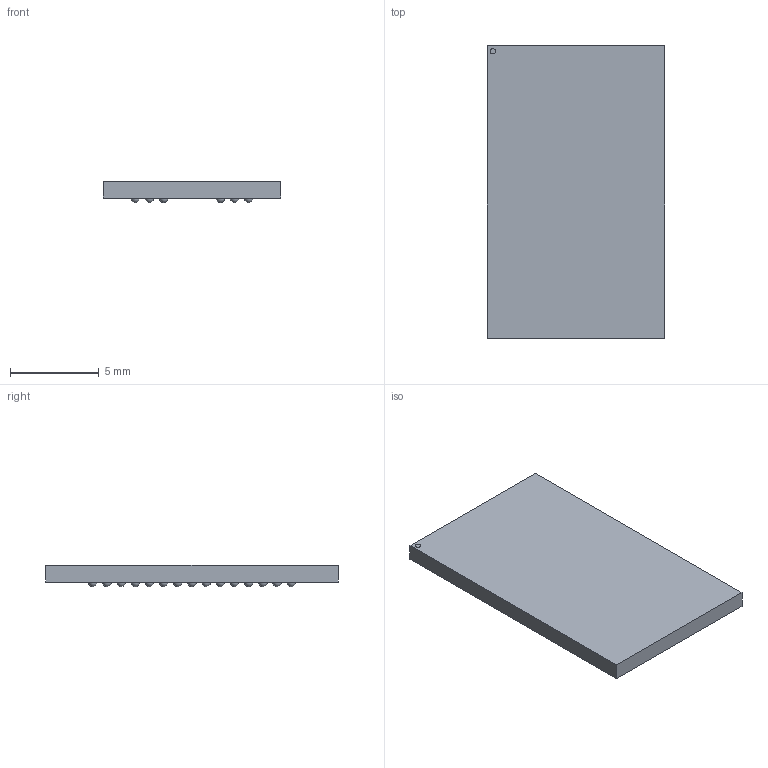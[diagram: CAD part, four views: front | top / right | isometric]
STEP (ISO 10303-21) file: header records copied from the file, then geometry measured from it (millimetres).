
FILE_DESCRIPTION(/* description */ ('model of TFBGA-84_10x16.5mm_Layout9x15_P0.8mm_Ball0.45mm_Pad0.35mm_NSMD'),/* implementation_level */ '2;1');
FILE_NAME(/* name */ 'TFBGA-84_10x16.5mm_Layout9x15_P0.8mm_Ball0.45mm_Pad0.35mm_NSMD.step',/* time_stamp */ '2021-04-11T22:16:02',/* author */ ('kicad StepUp','ksu'),/* organization */ ('FreeCAD'),/* preprocessor_version */ 'OCC',/* originating_system */ 'kicad StepUp',/* authorisation */ '');
FILE_SCHEMA(('AUTOMOTIVE_DESIGN { 1 0 10303 214 1 1 1 1 }'));
Length unit declared in the file: millimetre
Products named in the file (1): TFBGA_84_10x165mm_Layout9x15_P08mm_Ball045mm_Pad035mm_NSMD
Bounding box: 10 x 16.5 x 1.21 mm (x, y, z)
Volume: 159.4 mm3; surface area: 398.4 mm2
Topology: 1 solids, 1 shells, 92 faces, 267 edges, 178 vertices
Faces by surface type: sphere 84, plane 7, cylinder 1
Full cylindrical faces by diameter (mm): 0.3 x1
Entity records: 3379 total; most frequent: DIRECTION 539, CARTESIAN_POINT 454, ORIENTED_EDGE 366, AXIS2_PLACEMENT_3D 263, EDGE_CURVE 183, VERTEX_POINT 178, FACE_BOUND 177, EDGE_LOOP 177
